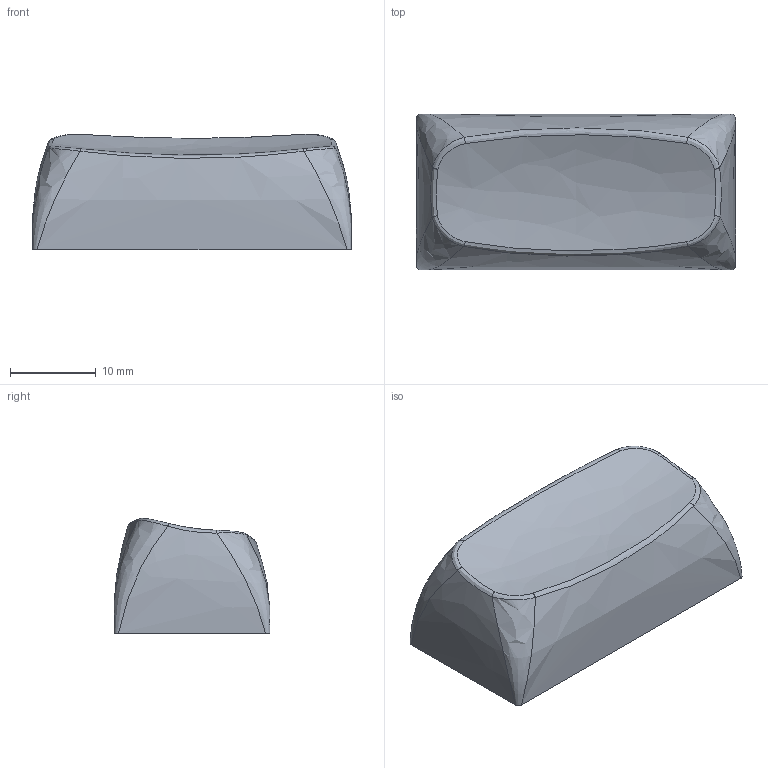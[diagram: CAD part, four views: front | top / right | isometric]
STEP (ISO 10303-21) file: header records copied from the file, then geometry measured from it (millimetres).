
FILE_DESCRIPTION(('Open CASCADE Model'),'2;1');
FILE_NAME('Open CASCADE Shape Model','2022-09-09T10:44:01',('Author'),( 'Open CASCADE'),'Open CASCADE STEP processor 7.5','Open CASCADE 7.5' ,'Unknown');
FILE_SCHEMA(('AUTOMOTIVE_DESIGN { 1 0 10303 214 1 1 1 1 }'));
Length unit declared in the file: millimetre
Products named in the file (1): Open CASCADE STEP translator 7.5 47
Bounding box: 37.28 x 18.21 x 13.48 mm (x, y, z)
Volume: 4059.7 mm3; surface area: 4000.9 mm2
Topology: 1 solids, 1 shells, 146 faces, 378 edges, 236 vertices
Faces by surface type: plane 122, bspline 21, cylinder 3
Full cylindrical faces by diameter (mm): 5.5 x3
Entity records: 12448 total; most frequent: CARTESIAN_POINT 5392, DIRECTION 1142, LINE 818, VECTOR 818, ORIENTED_EDGE 752, PCURVE 752, DEFINITIONAL_REPRESENTATION 752, EDGE_CURVE 376
